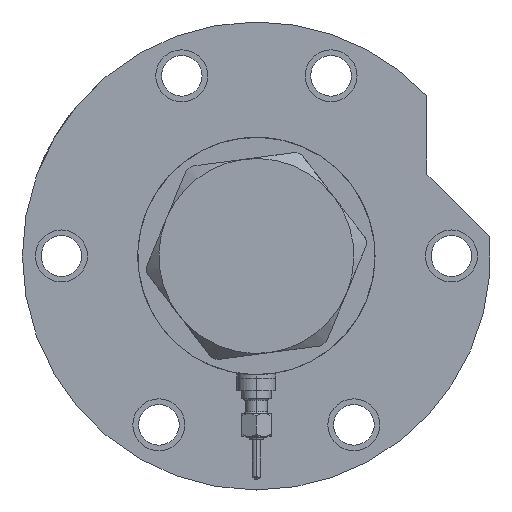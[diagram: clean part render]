
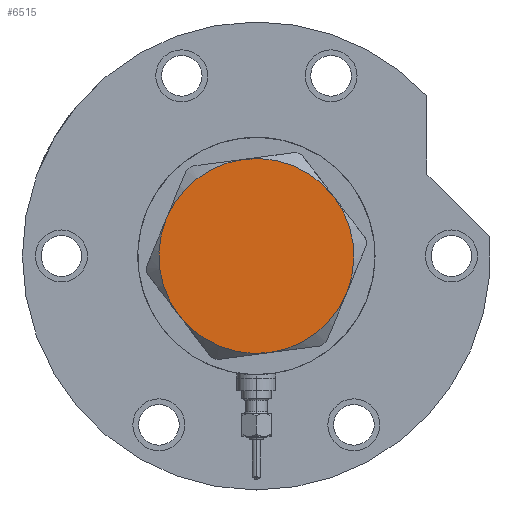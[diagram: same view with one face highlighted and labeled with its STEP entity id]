
A CAD part, left-side view. The second image highlights one B-rep face of the part: STEP entity #6515.
In plain terms, the highlighted face is planar.
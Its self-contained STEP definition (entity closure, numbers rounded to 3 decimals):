
#76 = ORIENTED_EDGE ( 'NONE', *, *, #7082, .T. ) ;
#321 = CARTESIAN_POINT ( 'NONE',  ( 0., 0., 14.5 ) ) ;
#749 = AXIS2_PLACEMENT_3D ( 'NONE', #6053, #2914, #1194 ) ;
#764 = EDGE_CURVE ( 'NONE', #7521, #7419, #7452, .T. ) ;
#871 = EDGE_LOOP ( 'NONE', ( #6561, #2637, #6771, #76, #4390, #4140 ) ) ;
#1193 = PLANE ( 'NONE',  #5035 ) ;
#1194 = DIRECTION ( 'NONE',  ( 1., 0., 0. ) ) ;
#1340 = EDGE_CURVE ( 'NONE', #5495, #4051, #3349, .T. ) ;
#1553 = EDGE_CURVE ( 'NONE', #7419, #7929, #7164, .T. ) ;
#1957 = DIRECTION ( 'NONE',  ( 1., 0., 0. ) ) ;
#2017 = EDGE_CURVE ( 'NONE', #7929, #5495, #7694, .T. ) ;
#2049 = AXIS2_PLACEMENT_3D ( 'NONE', #5747, #4497, #1957 ) ;
#2461 = DIRECTION ( 'NONE',  ( 1., 0., 0. ) ) ;
#2520 = CIRCLE ( 'NONE', #6464, 30. ) ;
#2637 = ORIENTED_EDGE ( 'NONE', *, *, #2017, .T. ) ;
#2773 = CARTESIAN_POINT ( 'NONE',  ( -15., 25.981, 14.5 ) ) ;
#2818 = DIRECTION ( 'NONE',  ( 0., 0., 1. ) ) ;
#2914 = DIRECTION ( 'NONE',  ( 0., 0., 1. ) ) ;
#2960 = FACE_OUTER_BOUND ( 'NONE', #871, .T. ) ;
#3349 = CIRCLE ( 'NONE', #7970, 30. ) ;
#3512 = DIRECTION ( 'NONE',  ( 0., 0., 1. ) ) ;
#3661 = CARTESIAN_POINT ( 'NONE',  ( 30., 0., 14.5 ) ) ;
#3667 = CARTESIAN_POINT ( 'NONE',  ( 0., 0., 14.5 ) ) ;
#4051 = VERTEX_POINT ( 'NONE', #2773 ) ;
#4140 = ORIENTED_EDGE ( 'NONE', *, *, #764, .T. ) ;
#4199 = EDGE_CURVE ( 'NONE', #6603, #7521, #5356, .T. ) ;
#4390 = ORIENTED_EDGE ( 'NONE', *, *, #4199, .T. ) ;
#4396 = CARTESIAN_POINT ( 'NONE',  ( 0., 0., 14.5 ) ) ;
#4497 = DIRECTION ( 'NONE',  ( 0., 0., 1. ) ) ;
#4522 = CARTESIAN_POINT ( 'NONE',  ( 0., 0., 14.5 ) ) ;
#4685 = CARTESIAN_POINT ( 'NONE',  ( 0., 0., 14.5 ) ) ;
#5035 = AXIS2_PLACEMENT_3D ( 'NONE', #3667, #7999, #6181 ) ;
#5060 = DIRECTION ( 'NONE',  ( 0., 0., 1. ) ) ;
#5075 = CARTESIAN_POINT ( 'NONE',  ( -30., 0., 14.5 ) ) ;
#5184 = DIRECTION ( 'NONE',  ( 0., 0., 1. ) ) ;
#5348 = DIRECTION ( 'NONE',  ( 1., 0., 0. ) ) ;
#5356 = CIRCLE ( 'NONE', #7852, 30. ) ;
#5495 = VERTEX_POINT ( 'NONE', #7948 ) ;
#5747 = CARTESIAN_POINT ( 'NONE',  ( 0., 0., 14.5 ) ) ;
#5784 = CARTESIAN_POINT ( 'NONE',  ( 15., -25.981, 14.5 ) ) ;
#6053 = CARTESIAN_POINT ( 'NONE',  ( 0., 0., 14.5 ) ) ;
#6181 = DIRECTION ( 'NONE',  ( 1., 0., 0. ) ) ;
#6464 = AXIS2_PLACEMENT_3D ( 'NONE', #4522, #5184, #7693 ) ;
#6515 = ADVANCED_FACE ( 'NONE', ( #2960 ), #1193, .T. ) ;
#6561 = ORIENTED_EDGE ( 'NONE', *, *, #1553, .T. ) ;
#6603 = VERTEX_POINT ( 'NONE', #5075 ) ;
#6641 = DIRECTION ( 'NONE',  ( 1., 0., 0. ) ) ;
#6771 = ORIENTED_EDGE ( 'NONE', *, *, #1340, .T. ) ;
#6923 = AXIS2_PLACEMENT_3D ( 'NONE', #321, #3512, #6641 ) ;
#7082 = EDGE_CURVE ( 'NONE', #4051, #6603, #2520, .T. ) ;
#7132 = CARTESIAN_POINT ( 'NONE',  ( -15., -25.981, 14.5 ) ) ;
#7164 = CIRCLE ( 'NONE', #6923, 30. ) ;
#7419 = VERTEX_POINT ( 'NONE', #5784 ) ;
#7452 = CIRCLE ( 'NONE', #2049, 30. ) ;
#7521 = VERTEX_POINT ( 'NONE', #7132 ) ;
#7693 = DIRECTION ( 'NONE',  ( 1., 0., 0. ) ) ;
#7694 = CIRCLE ( 'NONE', #749, 30. ) ;
#7852 = AXIS2_PLACEMENT_3D ( 'NONE', #4396, #5060, #2461 ) ;
#7929 = VERTEX_POINT ( 'NONE', #3661 ) ;
#7948 = CARTESIAN_POINT ( 'NONE',  ( 15., 25.981, 14.5 ) ) ;
#7970 = AXIS2_PLACEMENT_3D ( 'NONE', #4685, #2818, #5348 ) ;
#7999 = DIRECTION ( 'NONE',  ( 0., 0., 1. ) ) ;
